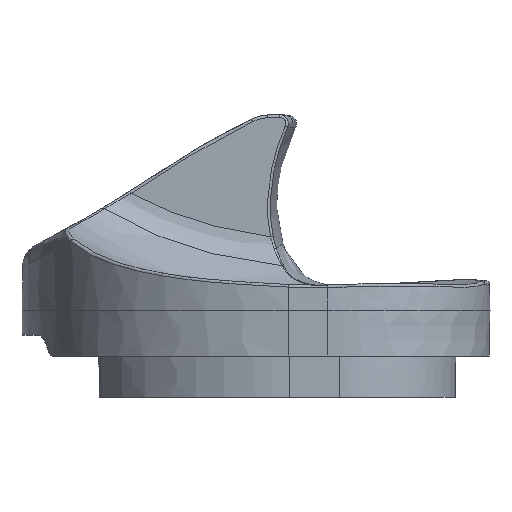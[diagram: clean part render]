
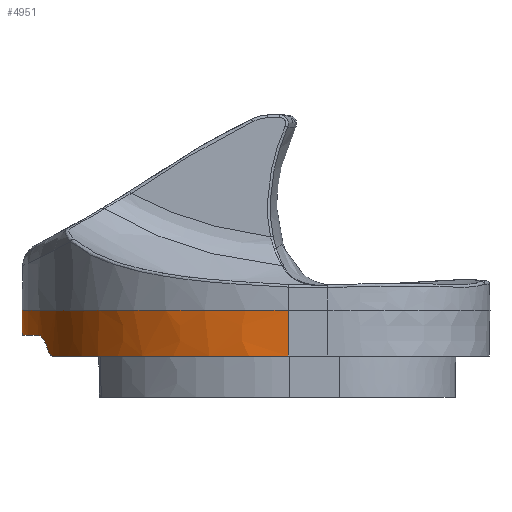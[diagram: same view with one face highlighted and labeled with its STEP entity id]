
A CAD part, left-side view. The second image highlights one B-rep face of the part: STEP entity #4951.
In plain terms, the highlighted free-form (B-spline) face has degree [3, 3] with [12, 4] control points.
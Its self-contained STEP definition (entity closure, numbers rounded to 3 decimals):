
#384=DIRECTION('',(0.,-0.017,-1.));
#385=VECTOR('',#384,2.3);
#386=CARTESIAN_POINT('',(0.,15.71,8.1));
#387=LINE('',#386,#385);
#450=CARTESIAN_POINT('',(-31.68,-8.8,8.1));
#451=CARTESIAN_POINT('',(-31.68,-7.371,8.1));
#452=CARTESIAN_POINT('',(-31.349,-3.936,8.1));
#453=CARTESIAN_POINT('',(-29.568,1.38,8.1));
#454=CARTESIAN_POINT('',(-25.846,6.967,8.1));
#455=CARTESIAN_POINT('',(-19.64,11.746,8.1));
#456=CARTESIAN_POINT('',(-12.034,14.309,8.1));
#457=CARTESIAN_POINT('',(-5.259,15.529,8.1));
#458=CARTESIAN_POINT('',(-1.445,15.71,8.1));
#459=CARTESIAN_POINT('',(0.,15.71,8.1));
#461=DIRECTION('',(-0.017,0.,1.));
#462=VECTOR('',#461,4.201);
#463=CARTESIAN_POINT('',(-31.607,-8.8,3.9));
#464=LINE('',#463,#462);
#465=CARTESIAN_POINT('',(-31.607,-8.8,3.9));
#466=CARTESIAN_POINT('',(-31.607,-7.868,3.9));
#467=CARTESIAN_POINT('',(-31.492,-5.996,3.9));
#468=CARTESIAN_POINT('',(-30.934,-3.092,3.9));
#469=CARTESIAN_POINT('',(-30.005,-0.303,3.9));
#470=CARTESIAN_POINT('',(-28.792,2.232,3.9));
#471=CARTESIAN_POINT('',(-27.392,4.442,3.9));
#472=CARTESIAN_POINT('',(-25.886,6.31,3.9));
#473=CARTESIAN_POINT('',(-24.329,7.863,3.9));
#474=CARTESIAN_POINT('',(-22.737,9.176,3.9));
#475=CARTESIAN_POINT('',(-21.085,10.318,3.9));
#476=CARTESIAN_POINT('',(-19.346,11.32,3.9));
#477=CARTESIAN_POINT('',(-17.525,12.187,3.9));
#478=CARTESIAN_POINT('',(-16.281,12.679,3.9));
#479=CARTESIAN_POINT('',(-15.65,12.908,3.9));
#481=CARTESIAN_POINT('',(-15.65,12.908,3.9));
#482=CARTESIAN_POINT('',(-15.589,12.93,3.9));
#483=CARTESIAN_POINT('',(-15.466,12.975,3.908));
#484=CARTESIAN_POINT('',(-15.285,13.039,3.941));
#485=CARTESIAN_POINT('',(-15.111,13.101,3.996));
#486=CARTESIAN_POINT('',(-14.944,13.159,4.072));
#487=CARTESIAN_POINT('',(-14.787,13.214,4.168));
#488=CARTESIAN_POINT('',(-14.643,13.264,4.283));
#489=CARTESIAN_POINT('',(-14.557,13.294,4.371));
#490=CARTESIAN_POINT('',(-14.516,13.308,4.418));
#492=CARTESIAN_POINT('',(-14.516,13.308,4.418));
#493=CARTESIAN_POINT('',(-14.422,13.341,4.527));
#494=CARTESIAN_POINT('',(-14.222,13.409,4.734));
#495=CARTESIAN_POINT('',(-13.892,13.517,5.009));
#496=CARTESIAN_POINT('',(-13.535,13.63,5.248));
#497=CARTESIAN_POINT('',(-13.156,13.745,5.446));
#498=CARTESIAN_POINT('',(-12.758,13.861,5.602));
#499=CARTESIAN_POINT('',(-12.345,13.976,5.716));
#500=CARTESIAN_POINT('',(-11.922,14.089,5.785));
#501=CARTESIAN_POINT('',(-11.635,14.162,5.8));
#502=CARTESIAN_POINT('',(-11.492,14.198,5.8));
#504=CARTESIAN_POINT('',(-11.492,14.198,5.8));
#505=CARTESIAN_POINT('',(-10.614,14.418,5.8));
#506=CARTESIAN_POINT('',(-8.803,14.828,5.8));
#507=CARTESIAN_POINT('',(-5.837,15.323,5.8));
#508=CARTESIAN_POINT('',(-2.826,15.615,5.8));
#509=CARTESIAN_POINT('',(-0.931,15.67,5.8));
#510=CARTESIAN_POINT('',(0.,15.67,5.8));
#4073=CARTESIAN_POINT('',(-31.68,-8.8,8.1));
#4074=VERTEX_POINT('',#4073);
#4239=CARTESIAN_POINT('',(-31.607,-8.8,3.9));
#4240=VERTEX_POINT('',#4239);
#4241=VERTEX_POINT('',#479);
#4242=VERTEX_POINT('',#490);
#4243=VERTEX_POINT('',#502);
#4267=CARTESIAN_POINT('',(0.,15.71,8.1));
#4269=VERTEX_POINT('',#4267);
#4270=CARTESIAN_POINT('',(0.,15.67,5.8));
#4271=VERTEX_POINT('',#4270);
#4888=CARTESIAN_POINT('',(-31.678,-9.249,
8.23));
#4889=CARTESIAN_POINT('',(-31.652,-9.248,
6.743));
#4890=CARTESIAN_POINT('',(-31.626,-9.248,
5.257));
#4891=CARTESIAN_POINT('',(-31.6,-9.247,
3.77));
#4892=CARTESIAN_POINT('',(-31.681,-9.099,
8.23));
#4893=CARTESIAN_POINT('',(-31.655,-9.099,
6.743));
#4894=CARTESIAN_POINT('',(-31.629,-9.099,
5.257));
#4895=CARTESIAN_POINT('',(-31.603,-9.098,
3.77));
#4896=CARTESIAN_POINT('',(-31.697,-7.521,
8.23));
#4897=CARTESIAN_POINT('',(-31.671,-7.522,
6.743));
#4898=CARTESIAN_POINT('',(-31.645,-7.524,
5.257));
#4899=CARTESIAN_POINT('',(-31.619,-7.525,
3.77));
#4900=CARTESIAN_POINT('',(-31.352,-3.936,
8.23));
#4901=CARTESIAN_POINT('',(-31.326,-3.942,
6.743));
#4902=CARTESIAN_POINT('',(-31.301,-3.947,
5.257));
#4903=CARTESIAN_POINT('',(-31.275,-3.953,
3.77));
#4904=CARTESIAN_POINT('',(-29.57,1.381,8.23));
#4905=CARTESIAN_POINT('',(-29.547,1.37,6.743));
#4906=CARTESIAN_POINT('',(-29.523,1.358,5.257));
#4907=CARTESIAN_POINT('',(-29.5,1.347,3.77));
#4908=CARTESIAN_POINT('',(-25.848,6.968,8.23));
#4909=CARTESIAN_POINT('',(-25.829,6.95,6.743));
#4910=CARTESIAN_POINT('',(-25.81,6.932,5.257));
#4911=CARTESIAN_POINT('',(-25.79,6.914,3.77));
#4912=CARTESIAN_POINT('',(-19.641,11.748,8.23));
#4913=CARTESIAN_POINT('',(-19.629,11.724,6.743));
#4914=CARTESIAN_POINT('',(-19.618,11.7,5.257));
#4915=CARTESIAN_POINT('',(-19.606,11.677,3.77));
#4916=CARTESIAN_POINT('',(-12.035,14.311,8.23));
#4917=CARTESIAN_POINT('',(-12.028,14.286,6.743));
#4918=CARTESIAN_POINT('',(-12.022,14.261,5.257));
#4919=CARTESIAN_POINT('',(-12.016,14.235,3.77));
#4920=CARTESIAN_POINT('',(-5.26,15.531,8.23));
#4921=CARTESIAN_POINT('',(-5.257,15.505,6.743));
#4922=CARTESIAN_POINT('',(-5.253,15.479,5.257));
#4923=CARTESIAN_POINT('',(-5.25,15.454,3.77));
#4924=CARTESIAN_POINT('',(-1.296,15.719,8.23));
#4925=CARTESIAN_POINT('',(-1.295,15.693,6.743));
#4926=CARTESIAN_POINT('',(-1.295,15.667,5.257));
#4927=CARTESIAN_POINT('',(-1.294,15.641,3.77));
#4928=CARTESIAN_POINT('',(0.299,15.712,8.23));
#4929=CARTESIAN_POINT('',(0.299,15.686,6.743));
#4930=CARTESIAN_POINT('',(0.298,15.66,5.257));
#4931=CARTESIAN_POINT('',(0.298,15.634,3.77));
#4932=CARTESIAN_POINT('',(0.448,15.71,8.23));
#4933=CARTESIAN_POINT('',(0.448,15.684,6.743));
#4934=CARTESIAN_POINT('',(0.448,15.658,5.257));
#4935=CARTESIAN_POINT('',(0.447,15.632,3.77));
#4936=B_SPLINE_SURFACE_WITH_KNOTS('',3,3,((#4888,#4889,#4890,#4891),(#4892,
#4893,#4894,#4895),(#4896,#4897,#4898,#4899),(#4900,#4901,#4902,#4903),(#4904,
#4905,#4906,#4907),(#4908,#4909,#4910,#4911),(#4912,#4913,#4914,#4915),(#4916,
#4917,#4918,#4919),(#4920,#4921,#4922,#4923),(#4924,#4925,#4926,#4927),(#4928,
#4929,#4930,#4931),(#4932,#4933,#4934,#4935)),.UNSPECIFIED.,.F.,.F.,.F.,(4,1,1,
1,1,1,1,1,1,4),(4,4),(-0.01,0.,0.096,
0.23,0.372,0.54,0.744,
0.903,1.,1.01),(-0.016,0.541),
.UNSPECIFIED.);
#4937=ORIENTED_EDGE('',*,*,#4872,.F.);
#4939=ORIENTED_EDGE('',*,*,#4938,.F.);
#4941=ORIENTED_EDGE('',*,*,#4940,.F.);
#4943=ORIENTED_EDGE('',*,*,#4942,.T.);
#4945=ORIENTED_EDGE('',*,*,#4944,.T.);
#4947=ORIENTED_EDGE('',*,*,#4946,.T.);
#4948=ORIENTED_EDGE('',*,*,#4812,.T.);
#4949=EDGE_LOOP('',(#4937,#4939,#4941,#4943,#4945,#4947,#4948));
#4950=FACE_OUTER_BOUND('',#4949,.F.);
#4951=ADVANCED_FACE('',(#4950),#4936,.T.);
#460=B_SPLINE_CURVE_WITH_KNOTS('',3,(#450,#451,#452,#453,#454,#455,#456,#457,
#458,#459),.UNSPECIFIED.,.F.,.F.,(4,1,1,1,1,1,1,4),(0.,0.096,
0.23,0.372,0.54,0.744,
0.903,1.),.UNSPECIFIED.);
#480=B_SPLINE_CURVE_WITH_KNOTS('',3,(#465,#466,#467,#468,#469,#470,#471,#472,
#473,#474,#475,#476,#477,#478,#479),.UNSPECIFIED.,.F.,.F.,(4,1,1,1,1,1,1,1,1,1,
1,1,4),(0.,0.083,0.167,0.25,0.333,
0.417,0.5,0.583,0.667,0.75,
0.833,0.917,1.),.UNSPECIFIED.);
#491=B_SPLINE_CURVE_WITH_KNOTS('',3,(#481,#482,#483,#484,#485,#486,#487,#488,
#489,#490),.UNSPECIFIED.,.F.,.F.,(4,1,1,1,1,1,1,4),(0.,0.143,
0.286,0.429,0.571,0.714,
0.857,1.),.UNSPECIFIED.);
#503=B_SPLINE_CURVE_WITH_KNOTS('',3,(#492,#493,#494,#495,#496,#497,#498,#499,
#500,#501,#502),.UNSPECIFIED.,.F.,.F.,(4,1,1,1,1,1,1,1,4),(0.,0.125,0.25,
0.375,0.5,0.625,0.75,0.875,1.),.UNSPECIFIED.);
#511=B_SPLINE_CURVE_WITH_KNOTS('',3,(#504,#505,#506,#507,#508,#509,#510),
.UNSPECIFIED.,.F.,.F.,(4,1,1,1,4),(0.,0.25,0.5,0.75,1.),
.UNSPECIFIED.);
#4812=EDGE_CURVE('',#4243,#4271,#511,.T.);
#4872=EDGE_CURVE('',#4269,#4271,#387,.T.);
#4938=EDGE_CURVE('',#4074,#4269,#460,.T.);
#4940=EDGE_CURVE('',#4240,#4074,#464,.T.);
#4942=EDGE_CURVE('',#4240,#4241,#480,.T.);
#4944=EDGE_CURVE('',#4241,#4242,#491,.T.);
#4946=EDGE_CURVE('',#4242,#4243,#503,.T.);
